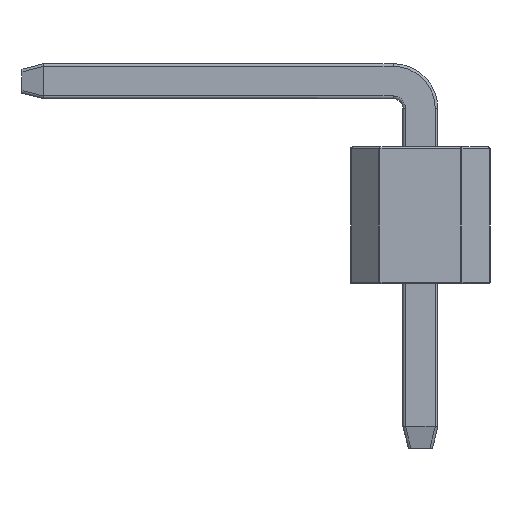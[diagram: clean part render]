
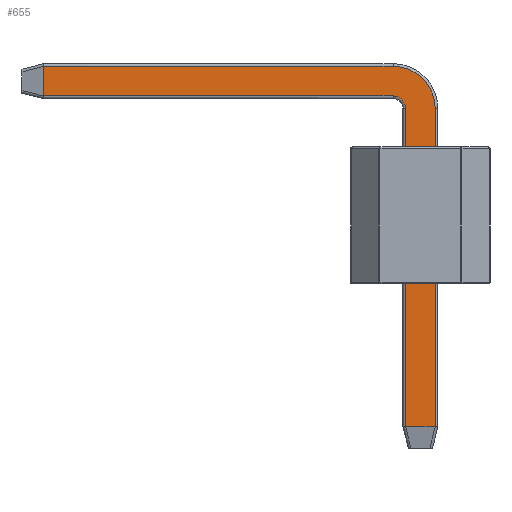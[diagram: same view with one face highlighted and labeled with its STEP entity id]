
A CAD part, left-side view. The second image highlights one B-rep face of the part: STEP entity #655.
In plain terms, the highlighted planar face has unit normal (-1, 0, 0).
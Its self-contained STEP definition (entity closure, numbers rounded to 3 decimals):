
#204 = VERTEX_POINT('',#205);
#205 = CARTESIAN_POINT('',(-0.32,0.5,3.97));
#214 = VERTEX_POINT('',#215);
#215 = CARTESIAN_POINT('',(-0.32,6.87,3.97));
#225 = EDGE_CURVE('',#204,#214,#226,.T.);
#226 = LINE('',#227,#228);
#227 = CARTESIAN_POINT('',(-0.32,0.5,3.97));
#228 = VECTOR('',#229,1.);
#229 = DIRECTION('',(0.,1.,0.));
#634 = VERTEX_POINT('',#635);
#635 = CARTESIAN_POINT('',(-0.32,-0.27,3.2));
#642 = EDGE_CURVE('',#634,#204,#643,.T.);
#643 = CIRCLE('',#644,0.77);
#644 = AXIS2_PLACEMENT_3D('',#645,#646,#647);
#645 = CARTESIAN_POINT('',(-0.32,0.5,3.2));
#646 = DIRECTION('',(-1.,0.,0.));
#647 = DIRECTION('',(0.,-1.,0.));
#655 = ADVANCED_FACE('',(#656),#707,.T.);
#656 = FACE_BOUND('',#657,.T.);
#657 = EDGE_LOOP('',(#658,#668,#674,#675,#676,#684,#692,#701));
#658 = ORIENTED_EDGE('',*,*,#659,.T.);
#659 = EDGE_CURVE('',#660,#662,#664,.T.);
#660 = VERTEX_POINT('',#661);
#661 = CARTESIAN_POINT('',(-0.32,0.27,-2.6));
#662 = VERTEX_POINT('',#663);
#663 = CARTESIAN_POINT('',(-0.32,-0.27,-2.6));
#664 = LINE('',#665,#666);
#665 = CARTESIAN_POINT('',(-0.32,0.32,-2.6));
#666 = VECTOR('',#667,1.);
#667 = DIRECTION('',(0.,-1.,0.));
#668 = ORIENTED_EDGE('',*,*,#669,.T.);
#669 = EDGE_CURVE('',#662,#634,#670,.T.);
#670 = LINE('',#671,#672);
#671 = CARTESIAN_POINT('',(-0.32,-0.27,-2.6));
#672 = VECTOR('',#673,1.);
#673 = DIRECTION('',(0.,0.,1.));
#674 = ORIENTED_EDGE('',*,*,#642,.T.);
#675 = ORIENTED_EDGE('',*,*,#225,.T.);
#676 = ORIENTED_EDGE('',*,*,#677,.F.);
#677 = EDGE_CURVE('',#678,#214,#680,.T.);
#678 = VERTEX_POINT('',#679);
#679 = CARTESIAN_POINT('',(-0.32,6.87,3.43));
#680 = LINE('',#681,#682);
#681 = CARTESIAN_POINT('',(-0.32,6.87,3.38));
#682 = VECTOR('',#683,1.);
#683 = DIRECTION('',(0.,0.,1.));
#684 = ORIENTED_EDGE('',*,*,#685,.F.);
#685 = EDGE_CURVE('',#686,#678,#688,.T.);
#686 = VERTEX_POINT('',#687);
#687 = CARTESIAN_POINT('',(-0.32,0.5,3.43));
#688 = LINE('',#689,#690);
#689 = CARTESIAN_POINT('',(-0.32,0.5,3.43));
#690 = VECTOR('',#691,1.);
#691 = DIRECTION('',(0.,1.,0.));
#692 = ORIENTED_EDGE('',*,*,#693,.F.);
#693 = EDGE_CURVE('',#694,#686,#696,.T.);
#694 = VERTEX_POINT('',#695);
#695 = CARTESIAN_POINT('',(-0.32,0.27,3.2));
#696 = CIRCLE('',#697,0.23);
#697 = AXIS2_PLACEMENT_3D('',#698,#699,#700);
#698 = CARTESIAN_POINT('',(-0.32,0.5,3.2));
#699 = DIRECTION('',(-1.,0.,0.));
#700 = DIRECTION('',(0.,-1.,0.));
#701 = ORIENTED_EDGE('',*,*,#702,.F.);
#702 = EDGE_CURVE('',#660,#694,#703,.T.);
#703 = LINE('',#704,#705);
#704 = CARTESIAN_POINT('',(-0.32,0.27,-2.6));
#705 = VECTOR('',#706,1.);
#706 = DIRECTION('',(0.,0.,1.));
#707 = PLANE('',#708);
#708 = AXIS2_PLACEMENT_3D('',#709,#710,#711);
#709 = CARTESIAN_POINT('',(-0.32,1.993,1.996));
#710 = DIRECTION('',(-1.,-0.,-0.));
#711 = DIRECTION('',(0.,0.,-1.));
